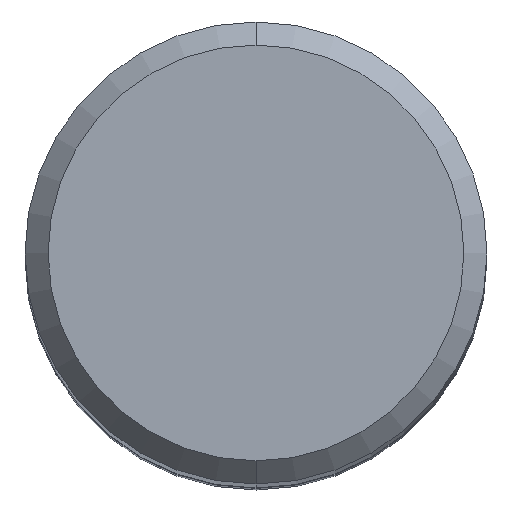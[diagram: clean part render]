
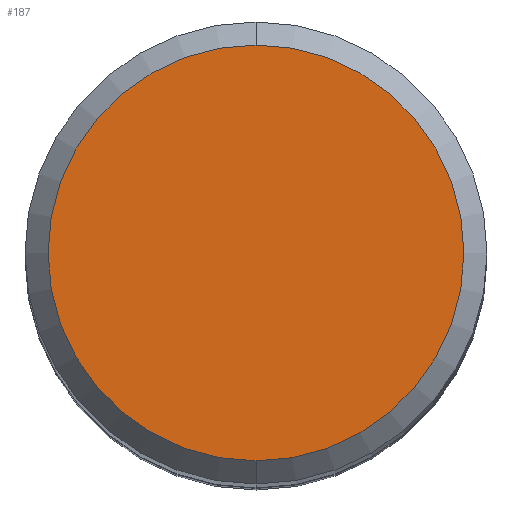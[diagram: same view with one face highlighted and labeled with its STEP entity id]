
A CAD part, top view. The second image highlights one B-rep face of the part: STEP entity #187.
In plain terms, the highlighted planar face has unit normal (0, 0, 1).
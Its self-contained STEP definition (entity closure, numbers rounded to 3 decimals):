
#187=ADVANCED_FACE('',(#502),#503,.T.);
#347=VERTEX_POINT('',#680);
#361=VERTEX_POINT('',#695);
#423=EDGE_CURVE('',#347,#361,#770,.T.);
#441=EDGE_CURVE('',#361,#347,#788,.T.);
#502=FACE_OUTER_BOUND('',#862,.T.);
#503=PLANE('',#863);
#680=CARTESIAN_POINT('',(0.0,5.4,0.0));
#695=CARTESIAN_POINT('',(0.,-5.4,0.0));
#770=CIRCLE('',#1353,5.4);
#788=CIRCLE('',#1444,5.4);
#862=EDGE_LOOP('',(#1547,#1548));
#863=AXIS2_PLACEMENT_3D('',#1549,#1550,#1551);
#1353=AXIS2_PLACEMENT_3D('',#1883,#1884,#1885);
#1444=AXIS2_PLACEMENT_3D('',#1892,#1893,#1894);
#1547=ORIENTED_EDGE('',*,*,#423,.F.);
#1548=ORIENTED_EDGE('',*,*,#441,.F.);
#1549=CARTESIAN_POINT('',(0.0,2.7,0.0));
#1550=DIRECTION('',(-0.0,0.0,1.0));
#1551=DIRECTION('',(0.0,-1.0,0.0));
#1883=CARTESIAN_POINT('',(0.0,0.0,0.0));
#1884=DIRECTION('',(0.0,0.0,-1.0));
#1885=DIRECTION('',(0.0,1.0,0.0));
#1892=CARTESIAN_POINT('',(0.0,0.0,0.0));
#1893=DIRECTION('',(0.0,0.0,-1.0));
#1894=DIRECTION('',(0.0,1.0,0.0));
